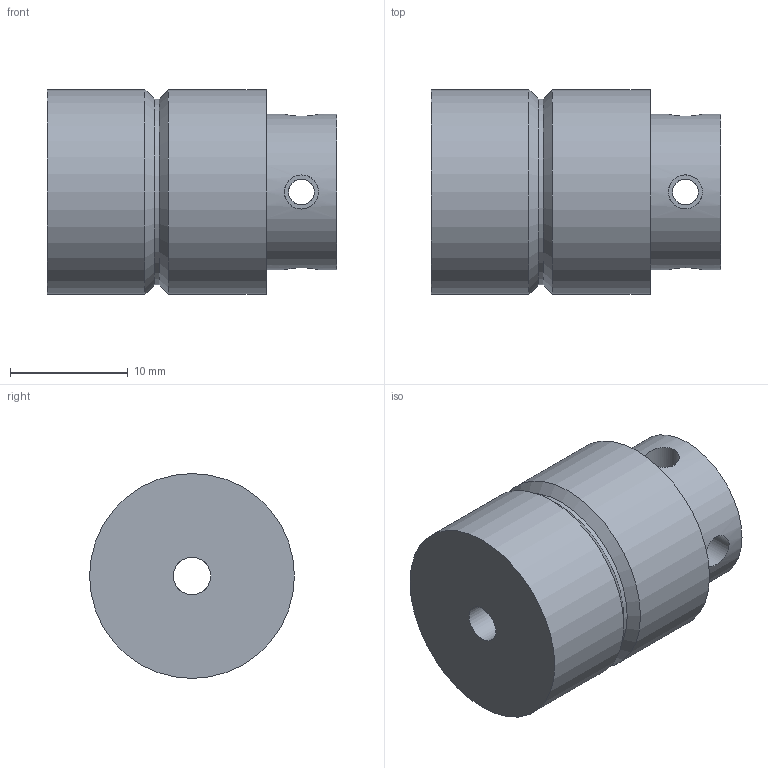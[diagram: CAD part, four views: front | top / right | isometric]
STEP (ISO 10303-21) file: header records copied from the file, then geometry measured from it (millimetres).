
FILE_DESCRIPTION(/* description */ (''),/* implementation_level */ '2;1');
FILE_NAME(/* name */ 'Wheel-Rim.step',/* time_stamp */ '2025-06-05T03:02:57+02:00',/* author */ (''),/* organization */ (''),/* preprocessor_version */ 'ST-DEVELOPER v20.1',/* originating_system */ 'Autodesk Translation Framework v14.10.0.0',/* authorisation */ '');
FILE_SCHEMA (('AUTOMOTIVE_DESIGN { 1 0 10303 214 3 1 1 }'));
Length unit declared in the file: millimetre
Products named in the file (1): Wheel-Rim
Bounding box: 24.6 x 17.4 x 17.4 mm (x, y, z)
Volume: 4873.1 mm3; surface area: 2146.3 mm2
Topology: 1 solids, 1 shells, 22 faces, 55 edges, 38 vertices
Faces by surface type: cylinder 13, plane 7, cone 2
Full cylindrical faces by diameter (mm): 2.2 x4, 2.9 x4, 3.2 x1, 13.2 x1, 15.8 x1, 17.4 x2
Entity records: 965 total; most frequent: CARTESIAN_POINT 392, ORIENTED_EDGE 110, DIRECTION 99, EDGE_CURVE 55, AXIS2_PLACEMENT_3D 41, VERTEX_POINT 38, EDGE_LOOP 35, FACE_OUTER_BOUND 22
